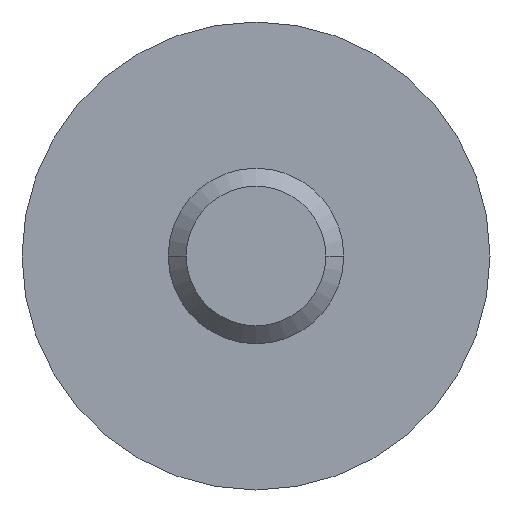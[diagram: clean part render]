
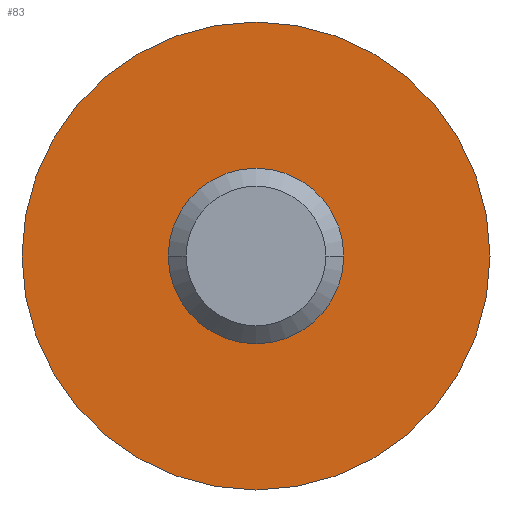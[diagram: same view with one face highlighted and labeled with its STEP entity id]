
A CAD part, front view. The second image highlights one B-rep face of the part: STEP entity #83.
In plain terms, the highlighted planar face has unit normal (0, -1, 0).
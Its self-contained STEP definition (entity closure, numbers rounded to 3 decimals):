
#83=ADVANCED_FACE('',(#106,#107),#108,.T.);
#106=FACE_OUTER_BOUND('',#136,.T.);
#107=FACE_BOUND('',#137,.T.);
#108=PLANE('',#138);
#136=EDGE_LOOP('',(#204,#205));
#137=EDGE_LOOP('',(#206,#207));
#138=AXIS2_PLACEMENT_3D('',#208,#209,#210);
#204=ORIENTED_EDGE('',*,*,#252,.F.);
#205=ORIENTED_EDGE('',*,*,#265,.F.);
#206=ORIENTED_EDGE('',*,*,#258,.T.);
#207=ORIENTED_EDGE('',*,*,#264,.T.);
#208=CARTESIAN_POINT('',(2.75,-4.0,0.));
#209=DIRECTION('',(0.0,-1.0,0.0));
#210=DIRECTION('',(0.0,0.0,-1.0));
#252=EDGE_CURVE('',#283,#286,#287,.T.);
#258=EDGE_CURVE('',#292,#296,#298,.T.);
#264=EDGE_CURVE('',#296,#292,#306,.T.);
#265=EDGE_CURVE('',#286,#283,#307,.T.);
#283=VERTEX_POINT('',#329);
#286=VERTEX_POINT('',#333);
#287=CIRCLE('',#334,4.0);
#292=VERTEX_POINT('',#340);
#296=VERTEX_POINT('',#345);
#298=CIRCLE('',#348,1.5);
#306=CIRCLE('',#358,1.5);
#307=CIRCLE('',#359,4.0);
#329=CARTESIAN_POINT('',(4.0,-4.0,0.));
#333=CARTESIAN_POINT('',(-4.0,-4.0,0.));
#334=AXIS2_PLACEMENT_3D('',#378,#379,#380);
#340=CARTESIAN_POINT('',(1.5,-4.0,0.));
#345=CARTESIAN_POINT('',(-1.5,-4.0,0.));
#348=AXIS2_PLACEMENT_3D('',#390,#391,#392);
#358=AXIS2_PLACEMENT_3D('',#404,#405,#406);
#359=AXIS2_PLACEMENT_3D('',#407,#408,#409);
#378=CARTESIAN_POINT('',(0.0,-4.0,0.0));
#379=DIRECTION('',(0.0,1.0,0.0));
#380=DIRECTION('',(1.0,0.0,0.));
#390=CARTESIAN_POINT('',(0.0,-4.0,0.0));
#391=DIRECTION('',(0.0,1.0,0.0));
#392=DIRECTION('',(1.0,0.0,0.));
#404=CARTESIAN_POINT('',(0.0,-4.0,0.0));
#405=DIRECTION('',(0.0,1.0,0.0));
#406=DIRECTION('',(1.0,0.0,0.));
#407=CARTESIAN_POINT('',(0.0,-4.0,0.0));
#408=DIRECTION('',(0.0,1.0,0.0));
#409=DIRECTION('',(1.0,0.0,0.));
